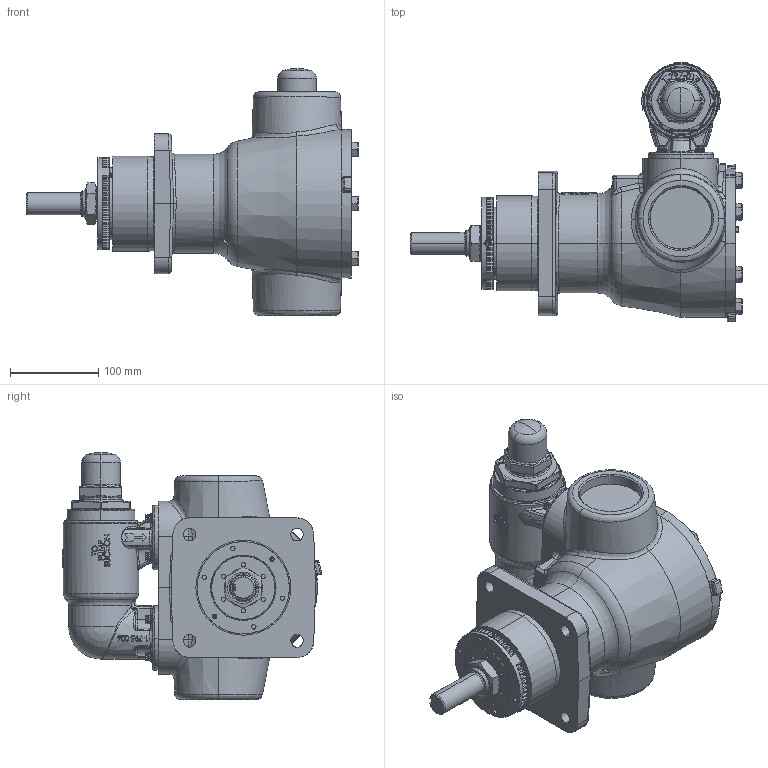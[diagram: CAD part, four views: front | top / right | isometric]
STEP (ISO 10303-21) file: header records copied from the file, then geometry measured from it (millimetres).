
FILE_DESCRIPTION (( 'STEP AP214' ), '1' );
FILE_NAME ('4-1910-2931-513.STEP', '2017-02-24T20:21:24', ( '' ), ( '' ), 'SwSTEP 2.0', 'SolidWorks 2016', '' );
FILE_SCHEMA (( 'AUTOMOTIVE_DESIGN' ));
Length unit declared in the file: inch
Products named in the file (2): 4-1910-2931-513
Bounding box: 377.24 x 294.92 x 280.67 mm (x, y, z)
Volume: 6781237.4 mm3; surface area: 332871.6 mm2
Topology: 1 solids, 1 shells, 2297 faces, 5917 edges, 3707 vertices
Faces by surface type: plane 792, bspline 617, cylinder 530, cone 224, torus 96, sphere 38
Entity records: 148784 total; most frequent: CARTESIAN_POINT 79863, ORIENTED_EDGE 11738, DIRECTION 8820, EDGE_CURVE 5869, VERTEX_POINT 3703, AXIS2_PLACEMENT_3D 3460, EDGE_LOOP 2436, ADVANCED_FACE 2297
